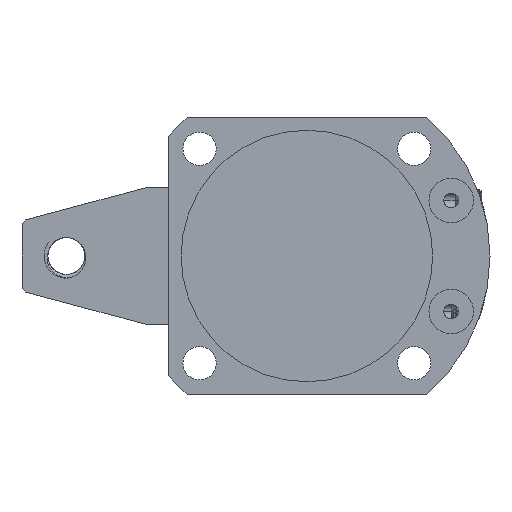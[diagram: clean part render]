
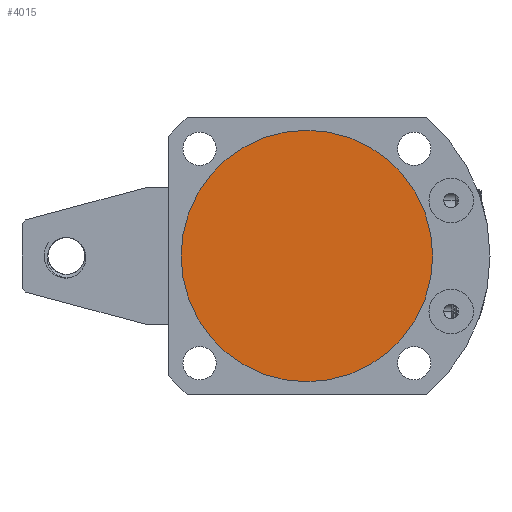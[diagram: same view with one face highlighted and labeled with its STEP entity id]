
A CAD part, left-side view. The second image highlights one B-rep face of the part: STEP entity #4015.
In plain terms, the highlighted planar face has unit normal (-1, 0, 0).
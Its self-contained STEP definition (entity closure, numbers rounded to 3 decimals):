
#958 = DIRECTION ( 'NONE',  ( -1., 0., 0. ) ) ;
#1004 = DIRECTION ( 'NONE',  ( 0., 0., -1. ) ) ;
#1271 = CIRCLE ( 'NONE', #4769, 34. ) ;
#3736 = CARTESIAN_POINT ( 'NONE',  ( 0., 0., -34. ) ) ;
#4015 = ADVANCED_FACE ( 'NONE', ( #21146 ), #20706, .F. ) ;
#4392 = ORIENTED_EDGE ( 'NONE', *, *, #15471, .T. ) ;
#4769 = AXIS2_PLACEMENT_3D ( 'NONE', #5242, #23919, #1004 ) ;
#5242 = CARTESIAN_POINT ( 'NONE',  ( 0., 0., 0. ) ) ;
#5859 = VERTEX_POINT ( 'NONE', #25938 ) ;
#6242 = EDGE_CURVE ( 'NONE', #19324, #5859, #6332, .T. ) ;
#6332 = CIRCLE ( 'NONE', #14885, 34. ) ;
#7071 = EDGE_LOOP ( 'NONE', ( #23963, #4392 ) ) ;
#7151 = CARTESIAN_POINT ( 'NONE',  ( 0., 0., 0. ) ) ;
#8550 = AXIS2_PLACEMENT_3D ( 'NONE', #10764, #12937, #10855 ) ;
#10764 = CARTESIAN_POINT ( 'NONE',  ( 0., -34.408, 34.408 ) ) ;
#10855 = DIRECTION ( 'NONE',  ( 0., 0., -1. ) ) ;
#12937 = DIRECTION ( 'NONE',  ( 1., 0., 0. ) ) ;
#14885 = AXIS2_PLACEMENT_3D ( 'NONE', #7151, #958, #17783 ) ;
#15471 = EDGE_CURVE ( 'NONE', #5859, #19324, #1271, .T. ) ;
#17783 = DIRECTION ( 'NONE',  ( 0., 0., -1. ) ) ;
#19324 = VERTEX_POINT ( 'NONE', #3736 ) ;
#20706 = PLANE ( 'NONE',  #8550 ) ;
#21146 = FACE_OUTER_BOUND ( 'NONE', #7071, .T. ) ;
#23919 = DIRECTION ( 'NONE',  ( -1., 0., 0. ) ) ;
#23963 = ORIENTED_EDGE ( 'NONE', *, *, #6242, .T. ) ;
#25938 = CARTESIAN_POINT ( 'NONE',  ( 0., 0., 34. ) ) ;
